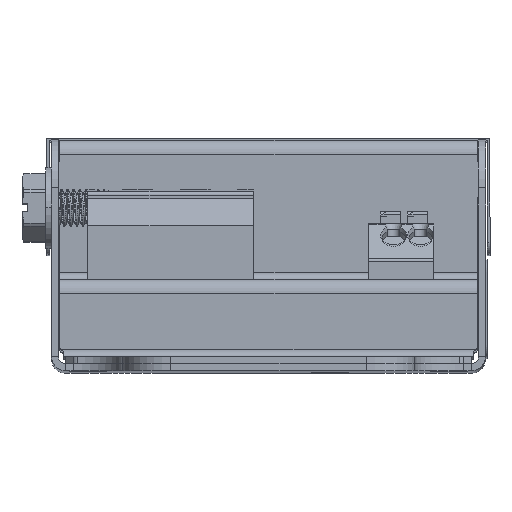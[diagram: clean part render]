
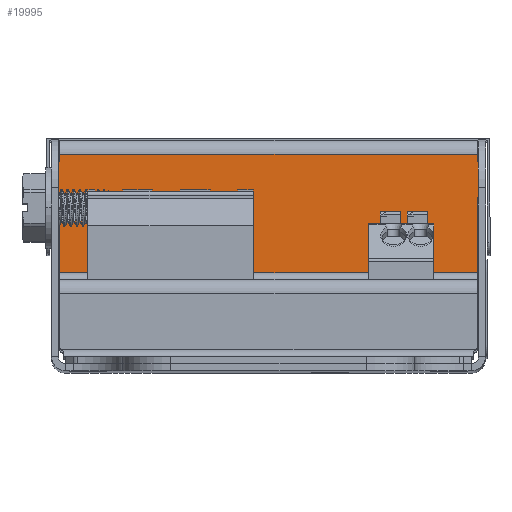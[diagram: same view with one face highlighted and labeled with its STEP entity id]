
A CAD part, top view. The second image highlights one B-rep face of the part: STEP entity #19995.
In plain terms, the highlighted planar face has unit normal (0, 0, 1).
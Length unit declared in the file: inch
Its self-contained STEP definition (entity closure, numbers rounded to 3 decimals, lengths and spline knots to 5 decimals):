
#205 = PLANE ( 'NONE',  #9059 ) ;
#248 = DIRECTION ( 'NONE',  ( 0., 1., 0. ) ) ;
#345 = DIRECTION ( 'NONE',  ( 0., 0., -1. ) ) ;
#387 = EDGE_CURVE ( 'NONE', #16787, #13357, #19659, .T. ) ;
#703 = VERTEX_POINT ( 'NONE', #7711 ) ;
#1728 = FACE_OUTER_BOUND ( 'NONE', #14559, .T. ) ;
#2487 = DIRECTION ( 'NONE',  ( 0.204, 0.979, 0. ) ) ;
#3059 = CARTESIAN_POINT ( 'NONE',  ( 1.07, 1.148, 2.41138 ) ) ;
#3339 = VECTOR ( 'NONE', #13878, 39.37008 ) ;
#3429 = CARTESIAN_POINT ( 'NONE',  ( 1.07, 1.076, 2.41138 ) ) ;
#3463 = CARTESIAN_POINT ( 'NONE',  ( 1.07, 0.47, 2.41138 ) ) ;
#4426 = LINE ( 'NONE', #16025, #21438 ) ;
#4443 = EDGE_CURVE ( 'NONE', #10539, #11202, #11945, .T. ) ;
#4774 = VERTEX_POINT ( 'NONE', #15800 ) ;
#4906 = LINE ( 'NONE', #11781, #19032 ) ;
#5640 = EDGE_CURVE ( 'NONE', #20237, #20448, #4426, .T. ) ;
#5841 = ORIENTED_EDGE ( 'NONE', *, *, #15346, .F. ) ;
#6050 = DIRECTION ( 'NONE',  ( 1., 0., 0. ) ) ;
#6091 = CARTESIAN_POINT ( 'NONE',  ( 1.07, 0.47, 2.41138 ) ) ;
#6219 = CARTESIAN_POINT ( 'NONE',  ( -1.07, 0.839, 2.41138 ) ) ;
#6344 = VECTOR ( 'NONE', #12752, 39.37008 ) ;
#6595 = CARTESIAN_POINT ( 'NONE',  ( 1.07, 0.839, 2.41138 ) ) ;
#7358 = ORIENTED_EDGE ( 'NONE', *, *, #12288, .F. ) ;
#7433 = VECTOR ( 'NONE', #18302, 39.37008 ) ;
#7686 = DIRECTION ( 'NONE',  ( -0.204, 0.979, 0. ) ) ;
#7711 = CARTESIAN_POINT ( 'NONE',  ( -1.07, 0.839, 2.41138 ) ) ;
#7980 = EDGE_CURVE ( 'NONE', #703, #14606, #11426, .T. ) ;
#8104 = LINE ( 'NONE', #13203, #10439 ) ;
#8329 = LINE ( 'NONE', #6219, #19833 ) ;
#9059 = AXIS2_PLACEMENT_3D ( 'NONE', #20354, #345, #15189 ) ;
#9146 = DIRECTION ( 'NONE',  ( 0., -1., 0. ) ) ;
#9247 = ORIENTED_EDGE ( 'NONE', *, *, #387, .T. ) ;
#9430 = CARTESIAN_POINT ( 'NONE',  ( 1.07, 1.076, 2.41138 ) ) ;
#9696 = ORIENTED_EDGE ( 'NONE', *, *, #13882, .T. ) ;
#9706 = CARTESIAN_POINT ( 'NONE',  ( -1.07, 1.076, 2.41138 ) ) ;
#9847 = CARTESIAN_POINT ( 'NONE',  ( -1.07, 1.039, 2.41138 ) ) ;
#10366 = VECTOR ( 'NONE', #10545, 39.37008 ) ;
#10439 = VECTOR ( 'NONE', #6050, 39.37008 ) ;
#10539 = VERTEX_POINT ( 'NONE', #9706 ) ;
#10545 = DIRECTION ( 'NONE',  ( 0., 1., 0. ) ) ;
#10701 = VECTOR ( 'NONE', #20332, 39.37008 ) ;
#11202 = VERTEX_POINT ( 'NONE', #9847 ) ;
#11426 = LINE ( 'NONE', #19588, #3339 ) ;
#11781 = CARTESIAN_POINT ( 'NONE',  ( 1.07, 0.839, 2.41138 ) ) ;
#11945 = LINE ( 'NONE', #12544, #22880 ) ;
#12288 = EDGE_CURVE ( 'NONE', #703, #20237, #8329, .T. ) ;
#12544 = CARTESIAN_POINT ( 'NONE',  ( -1.07, 1.148, 2.41138 ) ) ;
#12752 = DIRECTION ( 'NONE',  ( -1., 0., 0. ) ) ;
#13044 = VERTEX_POINT ( 'NONE', #6595 ) ;
#13103 = ORIENTED_EDGE ( 'NONE', *, *, #5640, .F. ) ;
#13203 = CARTESIAN_POINT ( 'NONE',  ( -1.07, 1.039, 2.41138 ) ) ;
#13307 = EDGE_CURVE ( 'NONE', #23270, #14606, #15570, .T. ) ;
#13357 = VERTEX_POINT ( 'NONE', #9430 ) ;
#13878 = DIRECTION ( 'NONE',  ( 0., -1., 0. ) ) ;
#13882 = EDGE_CURVE ( 'NONE', #4774, #16787, #17604, .T. ) ;
#13996 = EDGE_CURVE ( 'NONE', #20448, #11202, #8104, .T. ) ;
#14052 = CARTESIAN_POINT ( 'NONE',  ( -1.07, 0.47, 2.41138 ) ) ;
#14230 = ORIENTED_EDGE ( 'NONE', *, *, #4443, .T. ) ;
#14248 = DIRECTION ( 'NONE',  ( 0., 1., 0. ) ) ;
#14351 = EDGE_CURVE ( 'NONE', #23270, #13044, #20751, .T. ) ;
#14388 = CARTESIAN_POINT ( 'NONE',  ( 1.095, 0.959, 2.41138 ) ) ;
#14559 = EDGE_LOOP ( 'NONE', ( #14967, #20038, #22498, #21790, #9696, #9247, #5841, #14230, #14785, #13103, #7358, #23762 ) ) ;
#14606 = VERTEX_POINT ( 'NONE', #14052 ) ;
#14785 = ORIENTED_EDGE ( 'NONE', *, *, #13996, .F. ) ;
#14967 = ORIENTED_EDGE ( 'NONE', *, *, #13307, .F. ) ;
#15081 = VERTEX_POINT ( 'NONE', #15598 ) ;
#15189 = DIRECTION ( 'NONE',  ( 0., 1., 0. ) ) ;
#15198 = EDGE_CURVE ( 'NONE', #15081, #4774, #15223, .T. ) ;
#15223 = LINE ( 'NONE', #14388, #10366 ) ;
#15346 = EDGE_CURVE ( 'NONE', #10539, #13357, #22715, .T. ) ;
#15570 = LINE ( 'NONE', #3463, #6344 ) ;
#15598 = CARTESIAN_POINT ( 'NONE',  ( 1.095, 0.959, 2.41138 ) ) ;
#15800 = CARTESIAN_POINT ( 'NONE',  ( 1.095, 1.039, 2.41138 ) ) ;
#16025 = CARTESIAN_POINT ( 'NONE',  ( -1.095, 0.959, 2.41138 ) ) ;
#16787 = VERTEX_POINT ( 'NONE', #18041 ) ;
#17343 = VECTOR ( 'NONE', #21341, 39.37008 ) ;
#17604 = LINE ( 'NONE', #22100, #10701 ) ;
#18041 = CARTESIAN_POINT ( 'NONE',  ( 1.07, 1.039, 2.41138 ) ) ;
#18302 = DIRECTION ( 'NONE',  ( 1., 0., 0. ) ) ;
#19032 = VECTOR ( 'NONE', #2487, 39.37008 ) ;
#19588 = CARTESIAN_POINT ( 'NONE',  ( -1.07, 1.148, 2.41138 ) ) ;
#19659 = LINE ( 'NONE', #3059, #17343 ) ;
#19833 = VECTOR ( 'NONE', #7686, 39.37008 ) ;
#19995 = ADVANCED_FACE ( 'NONE', ( #1728 ), #205, .F. ) ;
#20038 = ORIENTED_EDGE ( 'NONE', *, *, #14351, .T. ) ;
#20176 = VECTOR ( 'NONE', #248, 39.37008 ) ;
#20237 = VERTEX_POINT ( 'NONE', #21388 ) ;
#20332 = DIRECTION ( 'NONE',  ( -1., 0., 0. ) ) ;
#20354 = CARTESIAN_POINT ( 'NONE',  ( 0., 1.148, 2.41138 ) ) ;
#20446 = EDGE_CURVE ( 'NONE', #13044, #15081, #4906, .T. ) ;
#20448 = VERTEX_POINT ( 'NONE', #22618 ) ;
#20643 = CARTESIAN_POINT ( 'NONE',  ( 1.07, 1.148, 2.41138 ) ) ;
#20751 = LINE ( 'NONE', #20643, #20176 ) ;
#21341 = DIRECTION ( 'NONE',  ( 0., 1., 0. ) ) ;
#21388 = CARTESIAN_POINT ( 'NONE',  ( -1.095, 0.959, 2.41138 ) ) ;
#21438 = VECTOR ( 'NONE', #14248, 39.37008 ) ;
#21790 = ORIENTED_EDGE ( 'NONE', *, *, #15198, .T. ) ;
#22100 = CARTESIAN_POINT ( 'NONE',  ( 1.07, 1.039, 2.41138 ) ) ;
#22498 = ORIENTED_EDGE ( 'NONE', *, *, #20446, .T. ) ;
#22618 = CARTESIAN_POINT ( 'NONE',  ( -1.095, 1.039, 2.41138 ) ) ;
#22715 = LINE ( 'NONE', #3429, #7433 ) ;
#22880 = VECTOR ( 'NONE', #9146, 39.37008 ) ;
#23270 = VERTEX_POINT ( 'NONE', #6091 ) ;
#23762 = ORIENTED_EDGE ( 'NONE', *, *, #7980, .T. ) ;
